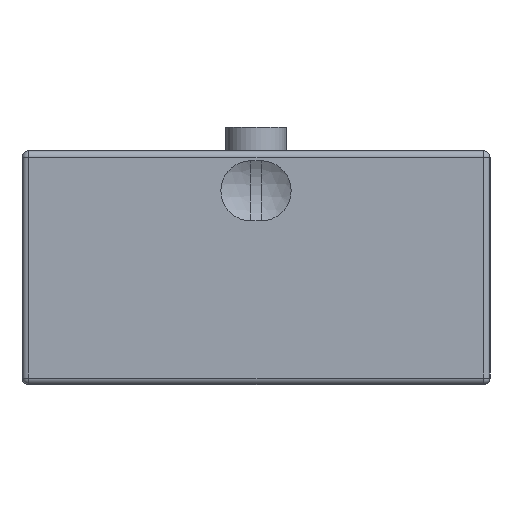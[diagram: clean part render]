
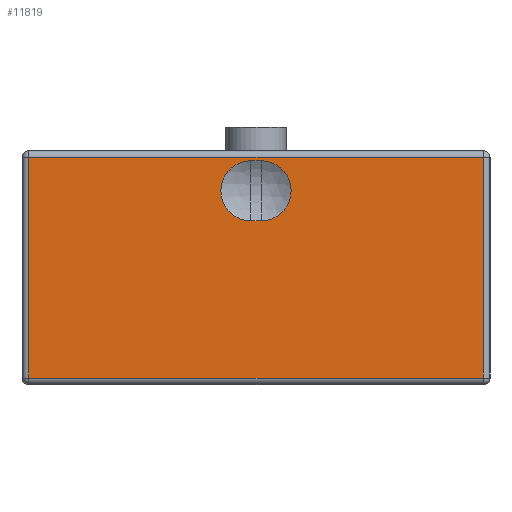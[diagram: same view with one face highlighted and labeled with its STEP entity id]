
A CAD part, left-side view. The second image highlights one B-rep face of the part: STEP entity #11819.
In plain terms, the highlighted planar face has unit normal (-1, 0, 0).
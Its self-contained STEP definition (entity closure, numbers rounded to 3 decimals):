
#11342=CARTESIAN_POINT('',(-99.,-68.0,-68.0));
#11343=VERTEX_POINT('',#11342);
#11401=CARTESIAN_POINT('',(-99.,68.0,-68.0));
#11402=VERTEX_POINT('',#11401);
#11476=CARTESIAN_POINT('',(-99.,-68.0,-2.0));
#11477=VERTEX_POINT('',#11476);
#11502=CARTESIAN_POINT('',(-99.,68.0,-2.0));
#11503=VERTEX_POINT('',#11502);
#11536=CARTESIAN_POINT('',(-99.,68.0,-2.0));
#11537=DIRECTION('',(0.0,-1.0,0.0));
#11538=VECTOR('',#11537,136.0);
#11539=LINE('',#11536,#11538);
#11540=EDGE_CURVE('',#11503,#11477,#11539,.T.);
#11568=CARTESIAN_POINT('',(-99.,68.0,-68.0));
#11569=DIRECTION('',(0.0,0.0,1.0));
#11570=VECTOR('',#11569,66.0);
#11571=LINE('',#11568,#11570);
#11572=EDGE_CURVE('',#11402,#11503,#11571,.T.);
#11614=CARTESIAN_POINT('',(-99.,-68.0,-2.0));
#11615=DIRECTION('',(0.0,0.0,-1.0));
#11616=VECTOR('',#11615,66.0);
#11617=LINE('',#11614,#11616);
#11618=EDGE_CURVE('',#11477,#11343,#11617,.T.);
#11690=CARTESIAN_POINT('',(-99.,-68.0,-68.0));
#11691=DIRECTION('',(0.0,1.0,0.0));
#11692=VECTOR('',#11691,136.0);
#11693=LINE('',#11690,#11692);
#11694=EDGE_CURVE('',#11343,#11402,#11693,.T.);
#11772=CARTESIAN_POINT('',(-99.,70.0,0.0));
#11773=DIRECTION('',(-1.0,0.0,0.0));
#11774=DIRECTION('',(0.0,0.0,1.0));
#11775=AXIS2_PLACEMENT_3D('',#11772,#11773,#11774);
#11776=PLANE('',#11775);
#11777=ORIENTED_EDGE('',*,*,#11540,.F.);
#11778=ORIENTED_EDGE('',*,*,#11572,.F.);
#11779=ORIENTED_EDGE('',*,*,#11694,.F.);
#11780=ORIENTED_EDGE('',*,*,#11618,.F.);
#11781=EDGE_LOOP('',(#11777,#11778,#11779,#11780));
#11782=FACE_OUTER_BOUND('',#11781,.T.);
#11783=CARTESIAN_POINT('',(-99.,1.501,-20.999));
#11784=VERTEX_POINT('',#11783);
#11785=CARTESIAN_POINT('',(-99.,1.501,-3.001));
#11786=VERTEX_POINT('',#11785);
#11787=CARTESIAN_POINT('',(-99.,1.501,-12.));
#11788=DIRECTION('',(1.0,0.0,0.0));
#11789=DIRECTION('',(0.0,0.0,-1.0));
#11790=AXIS2_PLACEMENT_3D('',#11787,#11788,#11789);
#11791=CIRCLE('',#11790,8.999);
#11792=EDGE_CURVE('',#11784,#11786,#11791,.T.);
#11793=ORIENTED_EDGE('',*,*,#11792,.T.);
#11794=CARTESIAN_POINT('',(-99.,-1.501,-3.001));
#11795=VERTEX_POINT('',#11794);
#11796=CARTESIAN_POINT('',(-99.,1.501,-3.001));
#11797=DIRECTION('',(0.0,-1.0,0.0));
#11798=VECTOR('',#11797,3.001);
#11799=LINE('',#11796,#11798);
#11800=EDGE_CURVE('',#11786,#11795,#11799,.T.);
#11801=ORIENTED_EDGE('',*,*,#11800,.T.);
#11802=CARTESIAN_POINT('',(-99.,-1.501,-20.999));
#11803=VERTEX_POINT('',#11802);
#11804=CARTESIAN_POINT('',(-99.,-1.501,-12.));
#11805=DIRECTION('',(1.0,0.0,0.0));
#11806=DIRECTION('',(0.0,0.0,-1.0));
#11807=AXIS2_PLACEMENT_3D('',#11804,#11805,#11806);
#11808=CIRCLE('',#11807,8.999);
#11809=EDGE_CURVE('',#11795,#11803,#11808,.T.);
#11810=ORIENTED_EDGE('',*,*,#11809,.T.);
#11811=CARTESIAN_POINT('',(-99.,-1.501,-20.999));
#11812=DIRECTION('',(0.0,1.0,0.0));
#11813=VECTOR('',#11812,3.001);
#11814=LINE('',#11811,#11813);
#11815=EDGE_CURVE('',#11803,#11784,#11814,.T.);
#11816=ORIENTED_EDGE('',*,*,#11815,.T.);
#11817=EDGE_LOOP('',(#11793,#11801,#11810,#11816));
#11818=FACE_BOUND('',#11817,.T.);
#11819=ADVANCED_FACE('',(#11782,#11818),#11776,.T.);
